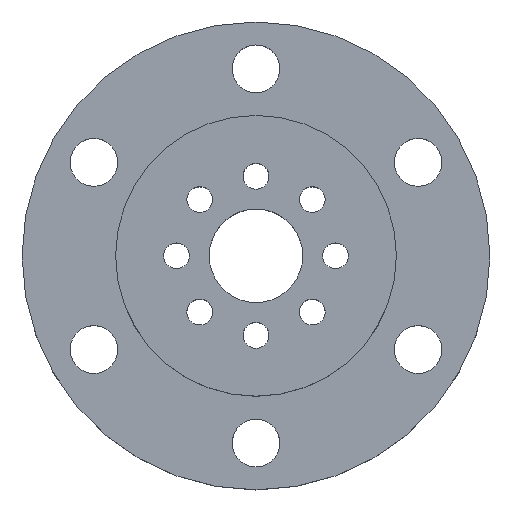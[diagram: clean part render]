
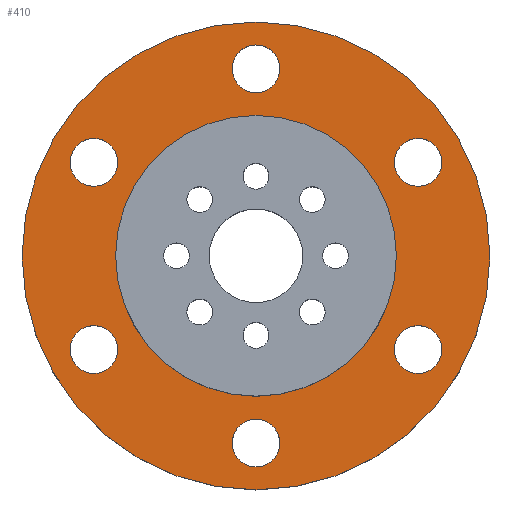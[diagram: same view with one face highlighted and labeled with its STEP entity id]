
A CAD part, top view. The second image highlights one B-rep face of the part: STEP entity #410.
In plain terms, the highlighted planar face has unit normal (0, 0, 1).
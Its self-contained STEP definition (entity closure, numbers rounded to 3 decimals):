
#24=FACE_BOUND('',#97,.T.);
#25=FACE_BOUND('',#98,.T.);
#26=FACE_BOUND('',#99,.T.);
#27=FACE_BOUND('',#100,.T.);
#28=FACE_BOUND('',#101,.T.);
#29=FACE_BOUND('',#102,.T.);
#30=FACE_BOUND('',#103,.T.);
#47=PLANE('',#478);
#67=FACE_OUTER_BOUND('',#96,.T.);
#96=EDGE_LOOP('',(#351));
#97=EDGE_LOOP('',(#352));
#98=EDGE_LOOP('',(#353));
#99=EDGE_LOOP('',(#354));
#100=EDGE_LOOP('',(#355));
#101=EDGE_LOOP('',(#356));
#102=EDGE_LOOP('',(#357));
#103=EDGE_LOOP('',(#358));
#173=CIRCLE('',#455,2.55);
#175=CIRCLE('',#458,2.55);
#177=CIRCLE('',#461,2.55);
#179=CIRCLE('',#464,2.55);
#181=CIRCLE('',#467,2.55);
#183=CIRCLE('',#470,2.55);
#185=CIRCLE('',#473,15.);
#186=CIRCLE('',#476,25.);
#207=VERTEX_POINT('',#665);
#209=VERTEX_POINT('',#671);
#211=VERTEX_POINT('',#677);
#213=VERTEX_POINT('',#683);
#215=VERTEX_POINT('',#689);
#217=VERTEX_POINT('',#695);
#219=VERTEX_POINT('',#701);
#220=VERTEX_POINT('',#706);
#251=EDGE_CURVE('',#207,#207,#173,.T.);
#254=EDGE_CURVE('',#209,#209,#175,.T.);
#257=EDGE_CURVE('',#211,#211,#177,.T.);
#260=EDGE_CURVE('',#213,#213,#179,.T.);
#263=EDGE_CURVE('',#215,#215,#181,.T.);
#266=EDGE_CURVE('',#217,#217,#183,.T.);
#269=EDGE_CURVE('',#219,#219,#185,.T.);
#270=EDGE_CURVE('',#220,#220,#186,.T.);
#351=ORIENTED_EDGE('',*,*,#270,.T.);
#352=ORIENTED_EDGE('',*,*,#251,.T.);
#353=ORIENTED_EDGE('',*,*,#254,.T.);
#354=ORIENTED_EDGE('',*,*,#257,.T.);
#355=ORIENTED_EDGE('',*,*,#260,.T.);
#356=ORIENTED_EDGE('',*,*,#263,.T.);
#357=ORIENTED_EDGE('',*,*,#266,.T.);
#358=ORIENTED_EDGE('',*,*,#269,.T.);
#410=ADVANCED_FACE('',(#67,#24,#25,#26,#27,#28,#29,#30),#47,.T.);
#455=AXIS2_PLACEMENT_3D('',#667,#550,#551);
#458=AXIS2_PLACEMENT_3D('',#673,#557,#558);
#461=AXIS2_PLACEMENT_3D('',#679,#564,#565);
#464=AXIS2_PLACEMENT_3D('',#685,#571,#572);
#467=AXIS2_PLACEMENT_3D('',#691,#578,#579);
#470=AXIS2_PLACEMENT_3D('',#697,#585,#586);
#473=AXIS2_PLACEMENT_3D('',#703,#592,#593);
#476=AXIS2_PLACEMENT_3D('',#707,#598,#599);
#478=AXIS2_PLACEMENT_3D('',#711,#603,#604);
#550=DIRECTION('center_axis',(0.,0.,-1.));
#551=DIRECTION('ref_axis',(1.,0.,0.));
#557=DIRECTION('center_axis',(0.,0.,-1.));
#558=DIRECTION('ref_axis',(1.,0.,0.));
#564=DIRECTION('center_axis',(0.,0.,-1.));
#565=DIRECTION('ref_axis',(1.,0.,0.));
#571=DIRECTION('center_axis',(0.,0.,-1.));
#572=DIRECTION('ref_axis',(1.,0.,0.));
#578=DIRECTION('center_axis',(0.,0.,-1.));
#579=DIRECTION('ref_axis',(1.,0.,0.));
#585=DIRECTION('center_axis',(0.,0.,-1.));
#586=DIRECTION('ref_axis',(1.,0.,0.));
#592=DIRECTION('center_axis',(0.,0.,-1.));
#593=DIRECTION('ref_axis',(1.,0.,0.));
#598=DIRECTION('center_axis',(0.,0.,1.));
#599=DIRECTION('ref_axis',(1.,0.,0.));
#603=DIRECTION('center_axis',(0.,0.,1.));
#604=DIRECTION('ref_axis',(1.,0.,0.));
#665=CARTESIAN_POINT('',(-2.55,-20.,8.));
#667=CARTESIAN_POINT('Origin',(0.,-20.,8.));
#671=CARTESIAN_POINT('',(-2.55,20.,8.));
#673=CARTESIAN_POINT('Origin',(0.,20.,8.));
#677=CARTESIAN_POINT('',(14.771,-10.,8.));
#679=CARTESIAN_POINT('Origin',(17.321,-10.,8.));
#683=CARTESIAN_POINT('',(-19.871,-10.,8.));
#685=CARTESIAN_POINT('Origin',(-17.321,-10.,8.));
#689=CARTESIAN_POINT('',(-19.871,10.,8.));
#691=CARTESIAN_POINT('Origin',(-17.321,10.,8.));
#695=CARTESIAN_POINT('',(14.771,10.,8.));
#697=CARTESIAN_POINT('Origin',(17.321,10.,8.));
#701=CARTESIAN_POINT('',(-15.,0.,8.));
#703=CARTESIAN_POINT('Origin',(0.,0.,8.));
#706=CARTESIAN_POINT('',(-25.,0.,8.));
#707=CARTESIAN_POINT('Origin',(0.,0.,8.));
#711=CARTESIAN_POINT('Origin',(0.,0.,8.));
